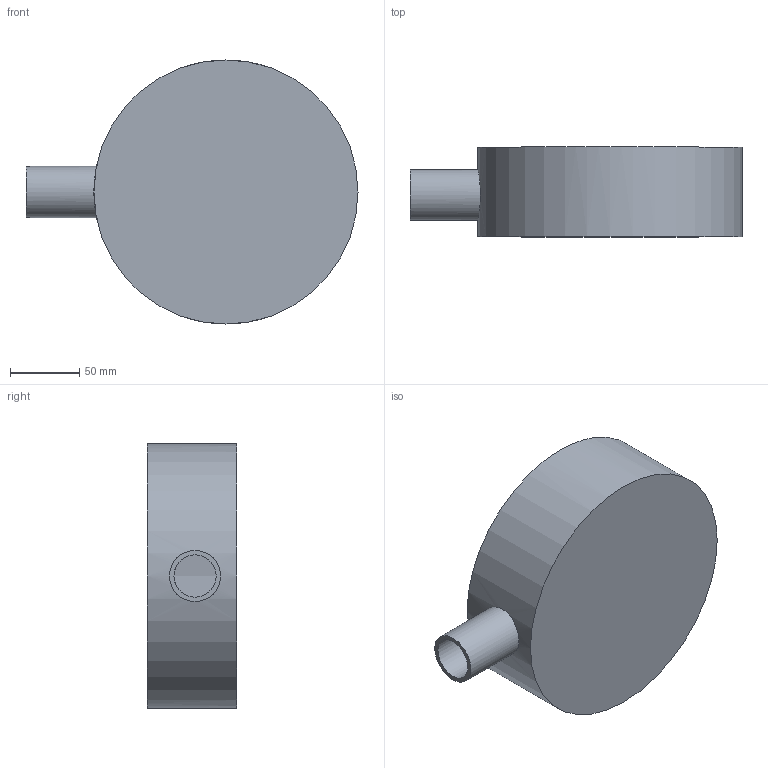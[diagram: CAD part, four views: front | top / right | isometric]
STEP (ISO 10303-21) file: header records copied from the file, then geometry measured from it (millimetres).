
FILE_DESCRIPTION(/* description */ (''),/* implementation_level */ '2;1');
FILE_NAME(/* name */ 'low_profile_noiseAttachment.stp',/* time_stamp */ '2020-01-31T12:16:52-05:00',/* author */ ('Noah'),/* organization */ (''),/* preprocessor_version */ 'ST-DEVELOPER v17.2',/* originating_system */ 'Autodesk Inventor 2019',/* authorisation */ '');
FILE_SCHEMA (('AUTOMOTIVE_DESIGN { 1 0 10303 214 3 1 1 }'));
Length unit declared in the file: inch
Products named in the file (1): low_profile_noiseAttachment
Bounding box: 239.5 x 64.68 x 190.5 mm (x, y, z)
Volume: 214165.1 mm3; surface area: 139324.3 mm2
Topology: 1 solids, 1 shells, 8 faces, 25 edges, 19 vertices
Faces by surface type: cylinder 4, plane 3, sphere 1
Full cylindrical faces by diameter (mm): 30.48 x1, 36.83 x1, 184.15 x1, 190.5 x1
Entity records: 447 total; most frequent: CARTESIAN_POINT 173, ORIENTED_EDGE 50, DIRECTION 46, EDGE_CURVE 25, AXIS2_PLACEMENT_3D 20, VERTEX_POINT 19, CIRCLE 11, EDGE_LOOP 10
